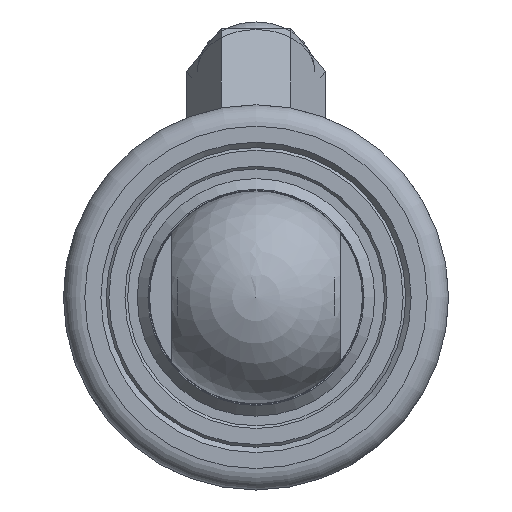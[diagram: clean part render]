
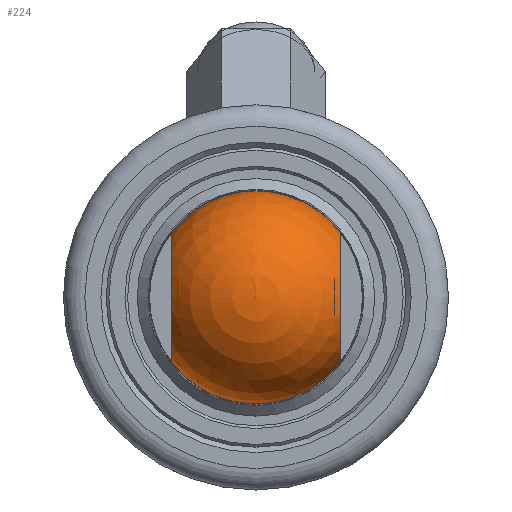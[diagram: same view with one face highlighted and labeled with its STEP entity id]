
A CAD part, left-side view. The second image highlights one B-rep face of the part: STEP entity #224.
In plain terms, the highlighted spherical face has radius 9.95 mm.
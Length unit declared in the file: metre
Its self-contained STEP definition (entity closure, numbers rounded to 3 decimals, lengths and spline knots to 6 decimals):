
#224 = ADVANCED_FACE( '', ( #413, #414 ), #415, .T. );
#413 = FACE_BOUND( '', #635, .T. );
#414 = FACE_OUTER_BOUND( '', #636, .T. );
#415 = SPHERICAL_SURFACE( '', #637, 0.00995 );
#635 = VERTEX_LOOP( '', #892 );
#636 = EDGE_LOOP( '', ( #893, #894, #895, #896 ) );
#637 = AXIS2_PLACEMENT_3D( '', #897, #898, #899 );
#892 = VERTEX_POINT( '', #1275 );
#893 = ORIENTED_EDGE( '', *, *, #1276, .F. );
#894 = ORIENTED_EDGE( '', *, *, #1277, .T. );
#895 = ORIENTED_EDGE( '', *, *, #1278, .F. );
#896 = ORIENTED_EDGE( '', *, *, #1279, .T. );
#897 = CARTESIAN_POINT( '', ( 0.01505, 0., 0. ) );
#898 = DIRECTION( '', ( 1., 0., 0. ) );
#899 = DIRECTION( '', ( 0., 0., -1. ) );
#1275 = CARTESIAN_POINT( '', ( 0.025, 0., 0. ) );
#1276 = EDGE_CURVE( '', #1461, #1462, #1463, .T. );
#1277 = EDGE_CURVE( '', #1461, #1464, #1465, .F. );
#1278 = EDGE_CURVE( '', #1466, #1464, #1467, .T. );
#1279 = EDGE_CURVE( '', #1466, #1462, #1468, .F. );
#1461 = VERTEX_POINT( '', #1781 );
#1462 = VERTEX_POINT( '', #1782 );
#1463 = CIRCLE( '', #1783, 0.00995 );
#1464 = VERTEX_POINT( '', #1784 );
#1465 = CIRCLE( '', #1785, 0.006082 );
#1466 = VERTEX_POINT( '', #1786 );
#1467 = CIRCLE( '', #1787, 0.00995 );
#1468 = CIRCLE( '', #1788, 0.006082 );
#1781 = CARTESIAN_POINT( '', ( 0.01505, 0.007875, -0.006082 ) );
#1782 = CARTESIAN_POINT( '', ( 0.01505, -0.007875, -0.006082 ) );
#1783 = AXIS2_PLACEMENT_3D( '', #2073, #2074, #2075 );
#1784 = CARTESIAN_POINT( '', ( 0.01505, 0.007875, 0.006082 ) );
#1785 = AXIS2_PLACEMENT_3D( '', #2076, #2077, #2078 );
#1786 = CARTESIAN_POINT( '', ( 0.01505, -0.007875, 0.006082 ) );
#1787 = AXIS2_PLACEMENT_3D( '', #2079, #2080, #2081 );
#1788 = AXIS2_PLACEMENT_3D( '', #2082, #2083, #2084 );
#2073 = CARTESIAN_POINT( '', ( 0.01505, 0., 0. ) );
#2074 = DIRECTION( '', ( -1., 0., 0. ) );
#2075 = DIRECTION( '', ( 0., 0., 1. ) );
#2076 = CARTESIAN_POINT( '', ( 0.01505, 0.007875, 0. ) );
#2077 = DIRECTION( '', ( 0., 1., 0. ) );
#2078 = DIRECTION( '', ( 0., 0., 1. ) );
#2079 = CARTESIAN_POINT( '', ( 0.01505, 0., 0. ) );
#2080 = DIRECTION( '', ( -1., 0., 0. ) );
#2081 = DIRECTION( '', ( 0., 0., 1. ) );
#2082 = CARTESIAN_POINT( '', ( 0.01505, -0.007875, 0. ) );
#2083 = DIRECTION( '', ( 0., -1., 0. ) );
#2084 = DIRECTION( '', ( 0., 0., -1. ) );
